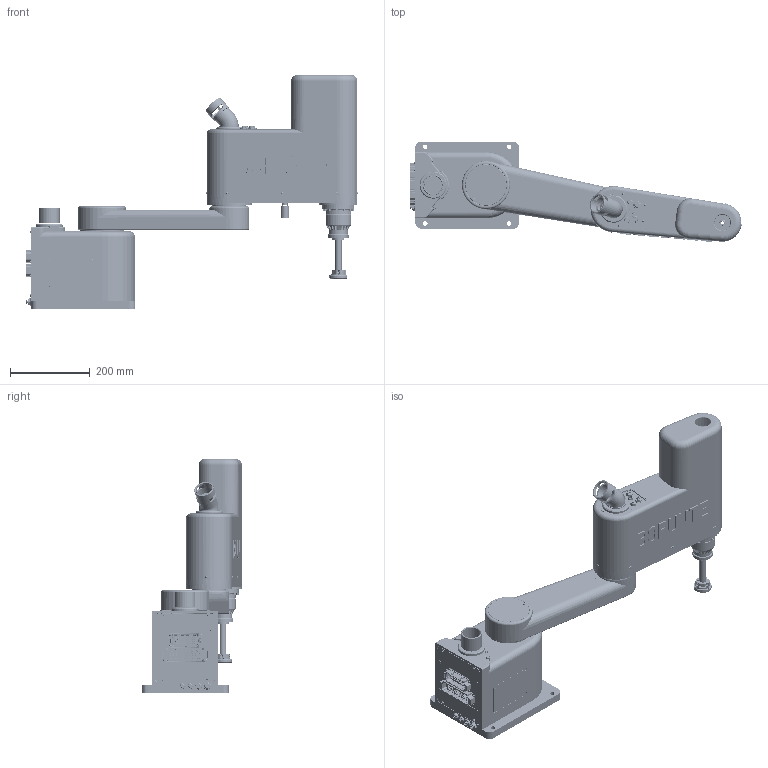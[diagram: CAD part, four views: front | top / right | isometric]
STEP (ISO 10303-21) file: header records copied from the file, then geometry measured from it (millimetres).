
FILE_DESCRIPTION (( 'STEP AP214' ), '1' );
FILE_NAME ('BRTIRSC0603A 四轴机器人模型（11版本）.STEP', '2022-03-07T07:19:27', ( '' ), ( '' ), 'SwSTEP 2.0', 'SolidWorks 2014', '' );
FILE_SCHEMA (( 'AUTOMOTIVE_DESIGN' ));
Length unit declared in the file: millimetre
Products named in the file (5): BRTIRSC0603A 四轴机器人模型（11版本）; PBR6SC06A000 價釱蚾饜极; PBR6SC06C000苤旋蚾饜极; 豪瑩蚾饜极; PBR6SC06B000湮旋蚾饜极
Assembly tree (4 placements, depth 2):
  BRTIRSC0603A 四轴机器人模型（11版本）
    PBR6SC06A000 價釱蚾饜极
    PBR6SC06B000湮旋蚾饜极
    PBR6SC06C000苤旋蚾饜极
    豪瑩蚾饜极
Bounding box: 831.27 x 252.7 x 586 mm (x, y, z)
Surface area: 1283569.2 mm2 (no closed solid volume)
Topology: 0 solids, 247 shells, 3461 faces, 13420 edges, 10058 vertices
Faces by surface type: plane 1418, cylinder 1306, cone 449, bspline 232, torus 56
Entity records: 198150 total; most frequent: CARTESIAN_POINT 54673, DIRECTION 20227, ORIENTED_EDGE 20162, EDGE_CURVE 13314, VERTEX_POINT 10024, AXIS2_PLACEMENT_3D 7303, VECTOR 5621, LINE 5621
